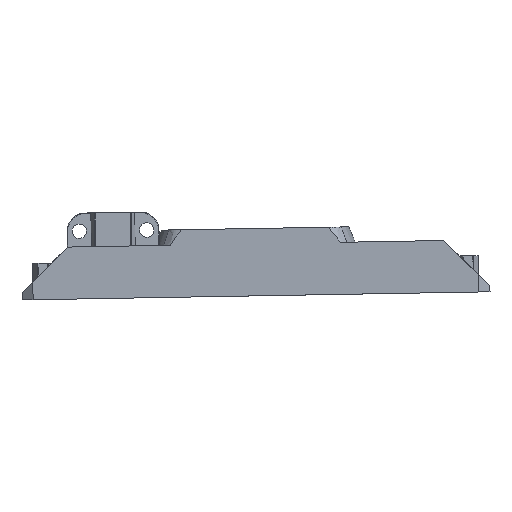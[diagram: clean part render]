
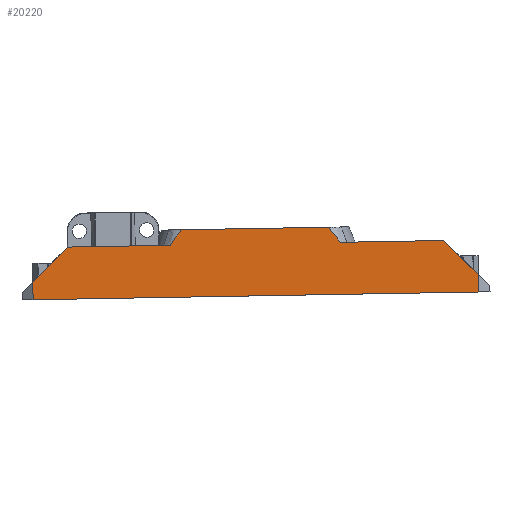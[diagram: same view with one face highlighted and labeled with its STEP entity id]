
A CAD part, front view. The second image highlights one B-rep face of the part: STEP entity #20220.
In plain terms, the highlighted planar face has unit normal (0, -1, 0).
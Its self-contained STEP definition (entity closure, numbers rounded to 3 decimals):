
#886=PLANE('',#21595);
#1942=FACE_OUTER_BOUND('',#3044,.T.);
#3044=EDGE_LOOP('',(#18839,#18840,#18841,#18842,#18843,#18844,#18845,#18846,
#18847,#18848));
#3495=B_SPLINE_CURVE_WITH_KNOTS('',3,(#35859,#35860,#35861,#35862,#35863,
#35864),.UNSPECIFIED.,.F.,.F.,(4,2,4),(0.,0.273,
0.624),.UNSPECIFIED.);
#3497=B_SPLINE_CURVE_WITH_KNOTS('',3,(#35917,#35918,#35919,#35920,#35921,
#35922),.UNSPECIFIED.,.F.,.F.,(4,2,4),(0.,0.273,
0.624),.UNSPECIFIED.);
#4819=LINE('',#31656,#6585);
#4821=LINE('',#31661,#6587);
#5022=LINE('',#34041,#6788);
#5259=LINE('',#35337,#7025);
#5297=LINE('',#35972,#7063);
#5373=LINE('',#36368,#7139);
#5407=LINE('',#37528,#7173);
#5607=LINE('',#40000,#7373);
#6585=VECTOR('',#24336,10.);
#6587=VECTOR('',#24340,10.);
#6788=VECTOR('',#24803,10.);
#7025=VECTOR('',#25326,10.);
#7063=VECTOR('',#25440,10.);
#7139=VECTOR('',#25720,10.);
#7173=VECTOR('',#25800,10.);
#7373=VECTOR('',#26054,10.);
#8916=VERTEX_POINT('',#31652);
#8917=VERTEX_POINT('',#31654);
#8918=VERTEX_POINT('',#31658);
#8919=VERTEX_POINT('',#31660);
#9294=VERTEX_POINT('',#35334);
#9295=VERTEX_POINT('',#35336);
#9354=VERTEX_POINT('',#35848);
#9356=VERTEX_POINT('',#35906);
#9357=VERTEX_POINT('',#35916);
#9449=VERTEX_POINT('',#36367);
#11384=EDGE_CURVE('',#8916,#8917,#4819,.T.);
#11386=EDGE_CURVE('',#8918,#8919,#4821,.T.);
#11706=EDGE_CURVE('',#8918,#8916,#5022,.F.);
#12020=EDGE_CURVE('',#9294,#9295,#5259,.T.);
#12091=EDGE_CURVE('',#9354,#9295,#3495,.T.);
#12093=EDGE_CURVE('',#9356,#9357,#3497,.T.);
#12107=EDGE_CURVE('',#9356,#9354,#5297,.T.);
#12254=EDGE_CURVE('',#9357,#9449,#5373,.T.);
#12470=EDGE_CURVE('',#8919,#9294,#5407,.T.);
#12843=EDGE_CURVE('',#8917,#9449,#5607,.T.);
#18839=ORIENTED_EDGE('',*,*,#12020,.F.);
#18840=ORIENTED_EDGE('',*,*,#12470,.F.);
#18841=ORIENTED_EDGE('',*,*,#11386,.F.);
#18842=ORIENTED_EDGE('',*,*,#11706,.T.);
#18843=ORIENTED_EDGE('',*,*,#11384,.T.);
#18844=ORIENTED_EDGE('',*,*,#12843,.T.);
#18845=ORIENTED_EDGE('',*,*,#12254,.F.);
#18846=ORIENTED_EDGE('',*,*,#12093,.F.);
#18847=ORIENTED_EDGE('',*,*,#12107,.T.);
#18848=ORIENTED_EDGE('',*,*,#12091,.T.);
#20220=ADVANCED_FACE('',(#1942),#886,.F.);
#21595=AXIS2_PLACEMENT_3D('',#40102,#26061,#26062);
#24336=DIRECTION('',(-0.017,0.,1.));
#24340=DIRECTION('',(-0.017,0.,1.));
#24803=DIRECTION('',(-1.,0.,-0.017));
#25326=DIRECTION('',(1.,0.,0.017));
#25440=DIRECTION('',(-1.,0.,-0.017));
#25720=DIRECTION('',(1.,0.,0.017));
#25800=DIRECTION('',(0.695,0.,0.719));
#26054=DIRECTION('',(-0.719,0.,0.695));
#26061=DIRECTION('center_axis',(0.,1.,
0.));
#26062=DIRECTION('ref_axis',(-1.,0.,-0.017));
#31652=CARTESIAN_POINT('',(119.409,-14.256,-9.978));
#31654=CARTESIAN_POINT('',(119.312,-14.256,-4.39));
#31656=CARTESIAN_POINT('',(119.321,-14.256,-4.888));
#31658=CARTESIAN_POINT('',(-26.166,-14.257,-12.519));
#31660=CARTESIAN_POINT('',(-26.264,-14.257,-6.931));
#31661=CARTESIAN_POINT('',(-26.255,-14.257,-7.429));
#34041=CARTESIAN_POINT('',(9.66,-14.257,-11.894));
#35334=CARTESIAN_POINT('',(-15.053,-14.257,4.678));
#35336=CARTESIAN_POINT('',(18.569,-14.257,5.264));
#35337=CARTESIAN_POINT('',(9.331,-14.257,5.103));
#35848=CARTESIAN_POINT('',(22.392,-14.257,10.332));
#35859=CARTESIAN_POINT('Ctrl Pts',(22.392,-14.257,10.332));
#35860=CARTESIAN_POINT('Ctrl Pts',(21.805,-14.257,9.636));
#35861=CARTESIAN_POINT('Ctrl Pts',(21.217,-14.257,8.94));
#35862=CARTESIAN_POINT('Ctrl Pts',(19.876,-14.257,7.35));
#35863=CARTESIAN_POINT('Ctrl Pts',(19.162,-14.257,6.256));
#35864=CARTESIAN_POINT('Ctrl Pts',(18.569,-14.257,5.264));
#35906=CARTESIAN_POINT('',(70.184,-14.257,11.166));
#35916=CARTESIAN_POINT('',(74.182,-14.257,6.235));
#35917=CARTESIAN_POINT('Ctrl Pts',(70.184,-14.257,11.166));
#35918=CARTESIAN_POINT('Ctrl Pts',(70.795,-14.257,10.491));
#35919=CARTESIAN_POINT('Ctrl Pts',(71.408,-14.257,9.817));
#35920=CARTESIAN_POINT('Ctrl Pts',(72.803,-14.257,8.273));
#35921=CARTESIAN_POINT('Ctrl Pts',(73.554,-14.257,7.205));
#35922=CARTESIAN_POINT('Ctrl Pts',(74.182,-14.257,6.235));
#35972=CARTESIAN_POINT('',(24.002,-14.257,10.36));
#36367=CARTESIAN_POINT('',(107.703,-14.257,6.82));
#36368=CARTESIAN_POINT('',(9.331,-14.257,5.103));
#37528=CARTESIAN_POINT('',(-6.107,-14.257,13.942));
#40000=CARTESIAN_POINT('',(98.439,-14.257,15.767));
#40102=CARTESIAN_POINT('Origin',(-27.402,-14.257,-10.54));
